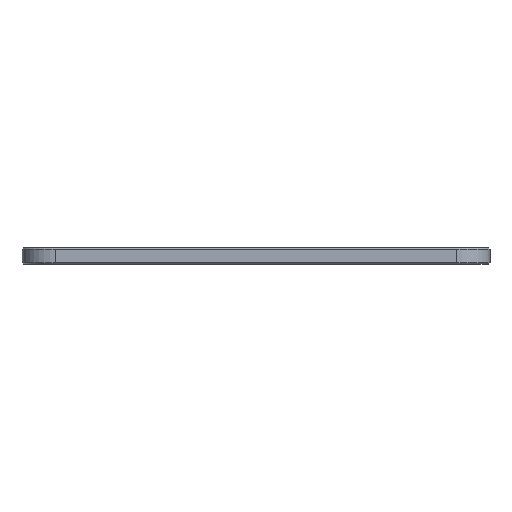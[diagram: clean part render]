
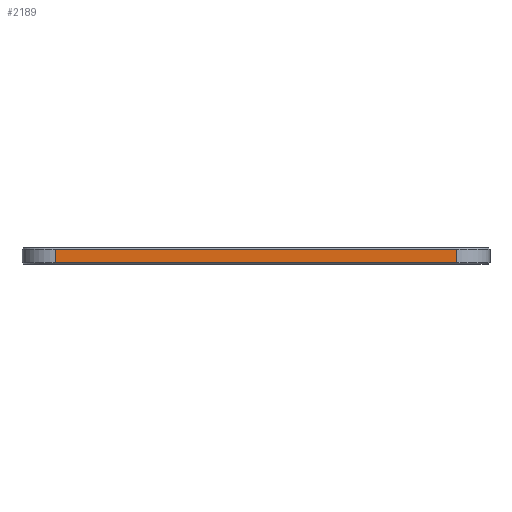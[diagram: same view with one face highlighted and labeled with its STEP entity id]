
A CAD part, front view. The second image highlights one B-rep face of the part: STEP entity #2189.
In plain terms, the highlighted planar face has unit normal (0, -1, 0).
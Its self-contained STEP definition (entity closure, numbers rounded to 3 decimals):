
#158 = PLANE('',#159);
#159 = AXIS2_PLACEMENT_3D('',#160,#161,#162);
#160 = CARTESIAN_POINT('',(0.,-6.1,0.15));
#161 = DIRECTION('',(0.,-0.707,-0.707));
#162 = DIRECTION('',(-1.,-0.,-0.));
#879 = VERTEX_POINT('',#880);
#880 = CARTESIAN_POINT('',(75.,-6.25,0.3));
#916 = CYLINDRICAL_SURFACE('',#917,6.25);
#917 = AXIS2_PLACEMENT_3D('',#918,#919,#920);
#918 = CARTESIAN_POINT('',(75.,0.,0.));
#919 = DIRECTION('',(-0.,-0.,-1.));
#920 = DIRECTION('',(1.,0.,0.));
#988 = VERTEX_POINT('',#989);
#989 = CARTESIAN_POINT('',(0.,-6.25,0.3));
#1010 = EDGE_CURVE('',#988,#879,#1011,.T.);
#1011 = SURFACE_CURVE('',#1012,(#1016,#1023),.PCURVE_S1.);
#1012 = LINE('',#1013,#1014);
#1013 = CARTESIAN_POINT('',(0.,-6.25,0.3));
#1014 = VECTOR('',#1015,1.);
#1015 = DIRECTION('',(1.,0.,0.));
#1016 = PCURVE('',#158,#1017);
#1017 = DEFINITIONAL_REPRESENTATION('',(#1018),#1022);
#1018 = LINE('',#1019,#1020);
#1019 = CARTESIAN_POINT('',(-0.,-0.212));
#1020 = VECTOR('',#1021,1.);
#1021 = DIRECTION('',(-1.,0.));
#1022 = ( GEOMETRIC_REPRESENTATION_CONTEXT(2) 
PARAMETRIC_REPRESENTATION_CONTEXT() REPRESENTATION_CONTEXT('2D SPACE',''
  ) );
#1023 = PCURVE('',#1024,#1029);
#1024 = PLANE('',#1025);
#1025 = AXIS2_PLACEMENT_3D('',#1026,#1027,#1028);
#1026 = CARTESIAN_POINT('',(0.,-6.25,0.));
#1027 = DIRECTION('',(0.,1.,0.));
#1028 = DIRECTION('',(1.,0.,0.));
#1029 = DEFINITIONAL_REPRESENTATION('',(#1030),#1034);
#1030 = LINE('',#1031,#1032);
#1031 = CARTESIAN_POINT('',(0.,-0.3));
#1032 = VECTOR('',#1033,1.);
#1033 = DIRECTION('',(1.,0.));
#1034 = ( GEOMETRIC_REPRESENTATION_CONTEXT(2) 
PARAMETRIC_REPRESENTATION_CONTEXT() REPRESENTATION_CONTEXT('2D SPACE',''
  ) );
#1057 = CYLINDRICAL_SURFACE('',#1058,6.25);
#1058 = AXIS2_PLACEMENT_3D('',#1059,#1060,#1061);
#1059 = CARTESIAN_POINT('',(0.,0.,0.));
#1060 = DIRECTION('',(-0.,-0.,-1.));
#1061 = DIRECTION('',(1.,0.,0.));
#2084 = EDGE_CURVE('',#879,#2085,#2087,.T.);
#2085 = VERTEX_POINT('',#2086);
#2086 = CARTESIAN_POINT('',(75.,-6.25,2.825));
#2087 = SURFACE_CURVE('',#2088,(#2092,#2099),.PCURVE_S1.);
#2088 = LINE('',#2089,#2090);
#2089 = CARTESIAN_POINT('',(75.,-6.25,0.));
#2090 = VECTOR('',#2091,1.);
#2091 = DIRECTION('',(0.,0.,1.));
#2092 = PCURVE('',#916,#2093);
#2093 = DEFINITIONAL_REPRESENTATION('',(#2094),#2098);
#2094 = LINE('',#2095,#2096);
#2095 = CARTESIAN_POINT('',(-4.712,0.));
#2096 = VECTOR('',#2097,1.);
#2097 = DIRECTION('',(-0.,-1.));
#2098 = ( GEOMETRIC_REPRESENTATION_CONTEXT(2) 
PARAMETRIC_REPRESENTATION_CONTEXT() REPRESENTATION_CONTEXT('2D SPACE',''
  ) );
#2099 = PCURVE('',#1024,#2100);
#2100 = DEFINITIONAL_REPRESENTATION('',(#2101),#2105);
#2101 = LINE('',#2102,#2103);
#2102 = CARTESIAN_POINT('',(75.,0.));
#2103 = VECTOR('',#2104,1.);
#2104 = DIRECTION('',(0.,-1.));
#2105 = ( GEOMETRIC_REPRESENTATION_CONTEXT(2) 
PARAMETRIC_REPRESENTATION_CONTEXT() REPRESENTATION_CONTEXT('2D SPACE',''
  ) );
#2189 = ADVANCED_FACE('',(#2190),#1024,.F.);
#2190 = FACE_BOUND('',#2191,.F.);
#2191 = EDGE_LOOP('',(#2192,#2215,#2241,#2242));
#2192 = ORIENTED_EDGE('',*,*,#2193,.T.);
#2193 = EDGE_CURVE('',#988,#2194,#2196,.T.);
#2194 = VERTEX_POINT('',#2195);
#2195 = CARTESIAN_POINT('',(0.,-6.25,2.825));
#2196 = SURFACE_CURVE('',#2197,(#2201,#2208),.PCURVE_S1.);
#2197 = LINE('',#2198,#2199);
#2198 = CARTESIAN_POINT('',(0.,-6.25,0.));
#2199 = VECTOR('',#2200,1.);
#2200 = DIRECTION('',(0.,0.,1.));
#2201 = PCURVE('',#1024,#2202);
#2202 = DEFINITIONAL_REPRESENTATION('',(#2203),#2207);
#2203 = LINE('',#2204,#2205);
#2204 = CARTESIAN_POINT('',(0.,0.));
#2205 = VECTOR('',#2206,1.);
#2206 = DIRECTION('',(0.,-1.));
#2207 = ( GEOMETRIC_REPRESENTATION_CONTEXT(2) 
PARAMETRIC_REPRESENTATION_CONTEXT() REPRESENTATION_CONTEXT('2D SPACE',''
  ) );
#2208 = PCURVE('',#1057,#2209);
#2209 = DEFINITIONAL_REPRESENTATION('',(#2210),#2214);
#2210 = LINE('',#2211,#2212);
#2211 = CARTESIAN_POINT('',(-4.712,0.));
#2212 = VECTOR('',#2213,1.);
#2213 = DIRECTION('',(-0.,-1.));
#2214 = ( GEOMETRIC_REPRESENTATION_CONTEXT(2) 
PARAMETRIC_REPRESENTATION_CONTEXT() REPRESENTATION_CONTEXT('2D SPACE',''
  ) );
#2215 = ORIENTED_EDGE('',*,*,#2216,.T.);
#2216 = EDGE_CURVE('',#2194,#2085,#2217,.T.);
#2217 = SURFACE_CURVE('',#2218,(#2222,#2229),.PCURVE_S1.);
#2218 = LINE('',#2219,#2220);
#2219 = CARTESIAN_POINT('',(0.,-6.25,2.825));
#2220 = VECTOR('',#2221,1.);
#2221 = DIRECTION('',(1.,0.,0.));
#2222 = PCURVE('',#1024,#2223);
#2223 = DEFINITIONAL_REPRESENTATION('',(#2224),#2228);
#2224 = LINE('',#2225,#2226);
#2225 = CARTESIAN_POINT('',(0.,-2.825));
#2226 = VECTOR('',#2227,1.);
#2227 = DIRECTION('',(1.,0.));
#2228 = ( GEOMETRIC_REPRESENTATION_CONTEXT(2) 
PARAMETRIC_REPRESENTATION_CONTEXT() REPRESENTATION_CONTEXT('2D SPACE',''
  ) );
#2229 = PCURVE('',#2230,#2235);
#2230 = PLANE('',#2231);
#2231 = AXIS2_PLACEMENT_3D('',#2232,#2233,#2234);
#2232 = CARTESIAN_POINT('',(0.,-6.1,2.975));
#2233 = DIRECTION('',(0.,0.707,-0.707));
#2234 = DIRECTION('',(-1.,-0.,-0.));
#2235 = DEFINITIONAL_REPRESENTATION('',(#2236),#2240);
#2236 = LINE('',#2237,#2238);
#2237 = CARTESIAN_POINT('',(-0.,-0.212));
#2238 = VECTOR('',#2239,1.);
#2239 = DIRECTION('',(-1.,0.));
#2240 = ( GEOMETRIC_REPRESENTATION_CONTEXT(2) 
PARAMETRIC_REPRESENTATION_CONTEXT() REPRESENTATION_CONTEXT('2D SPACE',''
  ) );
#2241 = ORIENTED_EDGE('',*,*,#2084,.F.);
#2242 = ORIENTED_EDGE('',*,*,#1010,.F.);
